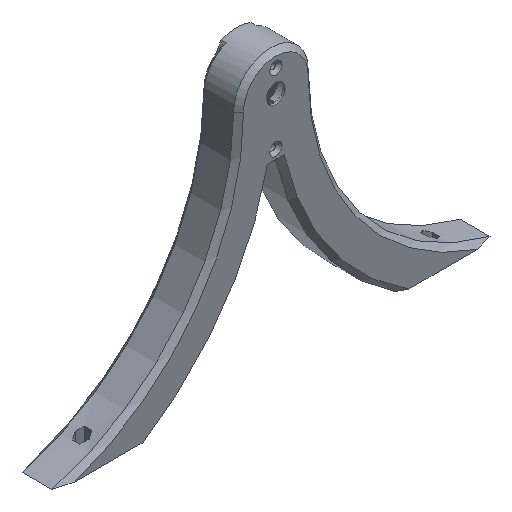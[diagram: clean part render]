
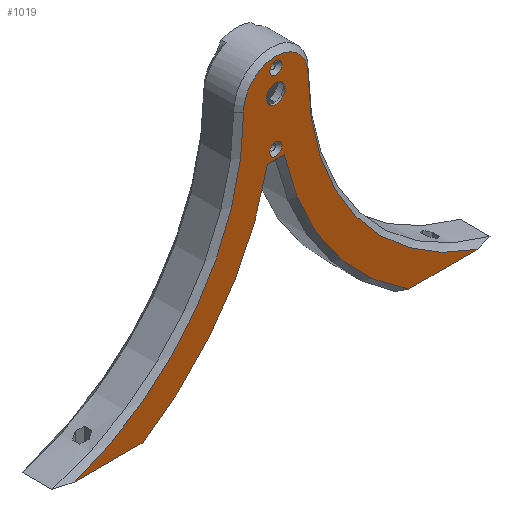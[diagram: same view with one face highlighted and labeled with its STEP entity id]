
A CAD part, isometric view. The second image highlights one B-rep face of the part: STEP entity #1019.
In plain terms, the highlighted planar face has unit normal (0, -1, 0).
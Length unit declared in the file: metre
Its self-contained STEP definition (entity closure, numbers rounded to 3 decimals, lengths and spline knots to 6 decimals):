
#117=LINE('',#1682,#197);
#118=LINE('',#1683,#198);
#119=LINE('',#1684,#199);
#197=VECTOR('',#1363,1.);
#198=VECTOR('',#1364,1.);
#199=VECTOR('',#1365,1.);
#376=ORIENTED_EDGE('',*,*,#557,.T.);
#377=ORIENTED_EDGE('',*,*,#519,.T.);
#378=ORIENTED_EDGE('',*,*,#602,.T.);
#379=ORIENTED_EDGE('',*,*,#596,.T.);
#380=ORIENTED_EDGE('',*,*,#603,.T.);
#381=ORIENTED_EDGE('',*,*,#599,.T.);
#382=ORIENTED_EDGE('',*,*,#604,.F.);
#383=ORIENTED_EDGE('',*,*,#605,.T.);
#384=ORIENTED_EDGE('',*,*,#606,.T.);
#385=ORIENTED_EDGE('',*,*,#590,.T.);
#386=ORIENTED_EDGE('',*,*,#517,.F.);
#517=EDGE_CURVE('',#661,#661,#752,.T.);
#519=EDGE_CURVE('',#663,#663,#754,.T.);
#557=EDGE_CURVE('',#688,#688,#763,.T.);
#590=EDGE_CURVE('',#710,#708,#765,.F.);
#596=EDGE_CURVE('',#713,#715,#768,.T.);
#599=EDGE_CURVE('',#719,#717,#770,.T.);
#602=EDGE_CURVE('',#708,#713,#117,.T.);
#603=EDGE_CURVE('',#715,#719,#118,.T.);
#604=EDGE_CURVE('',#721,#717,#119,.T.);
#605=EDGE_CURVE('',#721,#722,#772,.F.);
#606=EDGE_CURVE('',#722,#710,#773,.T.);
#661=VERTEX_POINT('',#1488);
#663=VERTEX_POINT('',#1493);
#688=VERTEX_POINT('',#1572);
#708=VERTEX_POINT('',#1641);
#710=VERTEX_POINT('',#1644);
#713=VERTEX_POINT('',#1654);
#715=VERTEX_POINT('',#1661);
#717=VERTEX_POINT('',#1671);
#719=VERTEX_POINT('',#1674);
#721=VERTEX_POINT('',#1685);
#722=VERTEX_POINT('',#1687);
#752=CIRCLE('',#1061,0.00375);
#754=CIRCLE('',#1064,0.0025);
#763=CIRCLE('',#1089,0.0025);
#765=CIRCLE('',#1113,0.100229);
#768=CIRCLE('',#1117,0.112218);
#770=CIRCLE('',#1121,0.112218);
#772=CIRCLE('',#1124,0.100229);
#773=CIRCLE('',#1125,0.013);
#838=EDGE_LOOP('',(#376));
#839=EDGE_LOOP('',(#377));
#840=EDGE_LOOP('',(#378,#379,#380,#381,#382,#383,#384,#385));
#841=EDGE_LOOP('',(#386));
#917=FACE_BOUND('',#838,.T.);
#918=FACE_BOUND('',#839,.T.);
#919=FACE_BOUND('',#840,.T.);
#920=FACE_BOUND('',#841,.T.);
#974=PLANE('',#1123);
#1019=ADVANCED_FACE('',(#917,#918,#919,#920),#974,.T.);
#1061=AXIS2_PLACEMENT_3D('',#1487,#1185,#1186);
#1064=AXIS2_PLACEMENT_3D('',#1492,#1191,#1192);
#1089=AXIS2_PLACEMENT_3D('',#1571,#1270,#1271);
#1113=AXIS2_PLACEMENT_3D('',#1643,#1340,#1341);
#1117=AXIS2_PLACEMENT_3D('',#1662,#1349,#1350);
#1121=AXIS2_PLACEMENT_3D('',#1673,#1357,#1358);
#1123=AXIS2_PLACEMENT_3D('',#1681,#1361,#1362);
#1124=AXIS2_PLACEMENT_3D('',#1686,#1366,#1367);
#1125=AXIS2_PLACEMENT_3D('',#1688,#1368,#1369);
#1185=DIRECTION('',(0.,-1.,0.));
#1186=DIRECTION('',(0.,0.,-1.));
#1191=DIRECTION('',(0.,1.,0.));
#1192=DIRECTION('',(0.,0.,1.));
#1270=DIRECTION('',(0.,1.,0.));
#1271=DIRECTION('',(0.,0.,1.));
#1340=DIRECTION('',(0.,-1.,0.));
#1341=DIRECTION('',(0.,0.,-1.));
#1349=DIRECTION('',(0.,-1.,0.));
#1350=DIRECTION('',(0.,0.,-1.));
#1357=DIRECTION('',(0.,-1.,0.));
#1358=DIRECTION('',(0.,0.,-1.));
#1361=DIRECTION('',(0.,-1.,0.));
#1362=DIRECTION('',(1.,0.,0.));
#1363=DIRECTION('',(1.,0.,0.));
#1364=DIRECTION('',(1.,0.,0.));
#1365=DIRECTION('',(-1.,0.,0.));
#1366=DIRECTION('',(0.,-1.,0.));
#1367=DIRECTION('',(0.,0.,-1.));
#1368=DIRECTION('',(0.,-1.,0.));
#1369=DIRECTION('',(0.,0.,-1.));
#1487=CARTESIAN_POINT('',(0.,-0.008,0.098));
#1488=CARTESIAN_POINT('',(0.,-0.008,0.09425));
#1492=CARTESIAN_POINT('',(0.,-0.008,0.0786));
#1493=CARTESIAN_POINT('',(0.,-0.008,0.0811));
#1571=CARTESIAN_POINT('',(0.,-0.008,0.1069));
#1572=CARTESIAN_POINT('',(0.,-0.008,0.1094));
#1641=CARTESIAN_POINT('',(-0.081278,-0.008,0.003));
#1643=CARTESIAN_POINT('',(-0.113229,-0.008,0.098));
#1644=CARTESIAN_POINT('',(-0.013,-0.008,0.098));
#1654=CARTESIAN_POINT('',(-0.053497,-0.008,0.003));
#1661=CARTESIAN_POINT('',(-0.003393,-0.008,0.075));
#1662=CARTESIAN_POINT('',(-0.113229,-0.008,0.098));
#1671=CARTESIAN_POINT('',(0.053497,-0.008,0.003));
#1673=CARTESIAN_POINT('',(0.113229,-0.008,0.098));
#1674=CARTESIAN_POINT('',(0.003393,-0.008,0.075));
#1681=CARTESIAN_POINT('',(0.,-0.008,0.058));
#1682=CARTESIAN_POINT('',(-0.069035,-0.008,0.003));
#1683=CARTESIAN_POINT('',(0.00178,-0.008,0.075));
#1684=CARTESIAN_POINT('',(0.069035,-0.008,0.003));
#1685=CARTESIAN_POINT('',(0.081278,-0.008,0.003));
#1686=CARTESIAN_POINT('',(0.113229,-0.008,0.098));
#1687=CARTESIAN_POINT('',(0.013,-0.008,0.098));
#1688=CARTESIAN_POINT('',(0.,-0.008,0.098));
